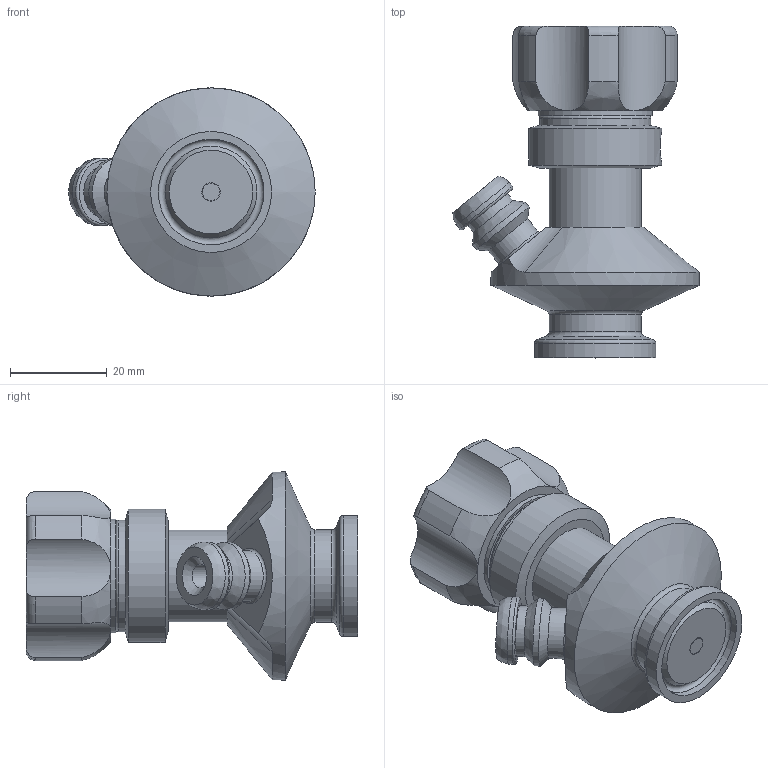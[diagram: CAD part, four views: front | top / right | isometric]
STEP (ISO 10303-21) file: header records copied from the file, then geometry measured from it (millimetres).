
FILE_DESCRIPTION(/* description */ ('This is a sample STEP configuration'),/* implementation_level */ '2;1');
FILE_NAME(/* name */ '452141PTFE.stp',/* time_stamp */ '2020-11-18T05:36:18+01:00',/* author */ ('powerJobs'),/* organization */ ('coolOrange'),/* preprocessor_version */ 'ST-DEVELOPER v18',/* originating_system */ 'Autodesk Inventor 2020',/* authorisation */ '');
FILE_SCHEMA (('AUTOMOTIVE_DESIGN { 1 0 10303 214 3 1 1 }'));
Length unit declared in the file: millimetre
Products named in the file (1): 452141PTFE
Bounding box: 50.89 x 68.5 x 43 mm (x, y, z)
Volume: 41262.2 mm3; surface area: 14263.5 mm2
Topology: 1 solids, 4 shells, 161 faces, 466 edges, 325 vertices
Faces by surface type: cylinder 62, plane 48, cone 24, torus 14, bspline 13
Full cylindrical faces by diameter (mm): 5 x1, 6.05 x1, 7 x1, 7.3 x1, 10.5 x3, 14 x4, 14.2 x1, 15.975 x2, 16 x3, 16.5 x2, 18.5 x1, 18.6 x2, 19 x2, 19.6 x1, 20 x1, 20.6 x1, 21.8 x1, 23 x1, 23.6 x1, 25 x1, 27.5 x1, 43 x1
Entity records: 7801 total; most frequent: CARTESIAN_POINT 3206, DIRECTION 947, ORIENTED_EDGE 930, EDGE_CURVE 465, AXIS2_PLACEMENT_3D 402, VERTEX_POINT 325, CIRCLE 248, EDGE_LOOP 190
